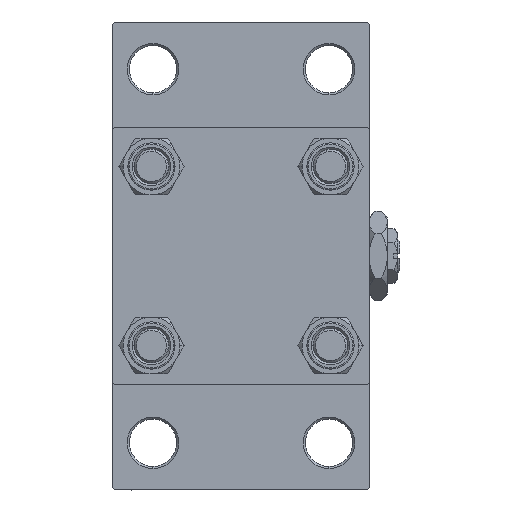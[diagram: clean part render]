
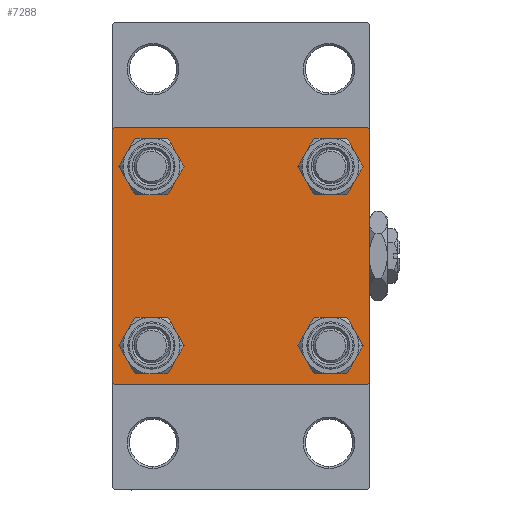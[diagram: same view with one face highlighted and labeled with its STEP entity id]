
A CAD part, left-side view. The second image highlights one B-rep face of the part: STEP entity #7288.
In plain terms, the highlighted planar face has unit normal (-1, 0, 0).
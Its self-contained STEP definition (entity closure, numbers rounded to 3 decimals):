
#25 = LINE ( 'NONE', #15127, #30623 ) ;
#188 = ORIENTED_EDGE ( 'NONE', *, *, #28623, .T. ) ;
#560 = ORIENTED_EDGE ( 'NONE', *, *, #27047, .T. ) ;
#1160 = EDGE_CURVE ( 'NONE', #11223, #27749, #5244, .T. ) ;
#1188 = DIRECTION ( 'NONE',  ( 0., 0., 1. ) ) ;
#1198 = DIRECTION ( 'NONE',  ( 0., 0., 1. ) ) ;
#1454 = AXIS2_PLACEMENT_3D ( 'NONE', #28342, #43941, #8983 ) ;
#1986 = CIRCLE ( 'NONE', #42963, 4.5 ) ;
#2251 = CARTESIAN_POINT ( 'NONE',  ( 0., -20.85, 16.35 ) ) ;
#2856 = EDGE_CURVE ( 'NONE', #7716, #42501, #26021, .T. ) ;
#3258 = ORIENTED_EDGE ( 'NONE', *, *, #13114, .T. ) ;
#3384 = ORIENTED_EDGE ( 'NONE', *, *, #40426, .T. ) ;
#3442 = AXIS2_PLACEMENT_3D ( 'NONE', #10809, #26153, #18357 ) ;
#4444 = CARTESIAN_POINT ( 'NONE',  ( 0., 20.85, -16.35 ) ) ;
#4987 = ORIENTED_EDGE ( 'NONE', *, *, #35890, .T. ) ;
#5084 = LINE ( 'NONE', #24441, #32124 ) ;
#5139 = ORIENTED_EDGE ( 'NONE', *, *, #16949, .T. ) ;
#5244 = LINE ( 'NONE', #13287, #46958 ) ;
#5452 = DIRECTION ( 'NONE',  ( 1., 0., 0. ) ) ;
#5476 = AXIS2_PLACEMENT_3D ( 'NONE', #28097, #5452, #1188 ) ;
#5840 = CARTESIAN_POINT ( 'NONE',  ( 0., 30., 30. ) ) ;
#6256 = DIRECTION ( 'NONE',  ( 0., 0., 1. ) ) ;
#6380 = ORIENTED_EDGE ( 'NONE', *, *, #26978, .T. ) ;
#6559 = CARTESIAN_POINT ( 'NONE',  ( 0., 29.75, -29.75 ) ) ;
#7078 = VERTEX_POINT ( 'NONE', #22854 ) ;
#7288 = ADVANCED_FACE ( 'NONE', ( #45131, #14202, #34065, #29538, #10672 ), #26509, .T. ) ;
#7461 = ORIENTED_EDGE ( 'NONE', *, *, #33936, .T. ) ;
#7716 = VERTEX_POINT ( 'NONE', #40000 ) ;
#8074 = CARTESIAN_POINT ( 'NONE',  ( 0., -20.85, -25.35 ) ) ;
#8357 = VERTEX_POINT ( 'NONE', #4444 ) ;
#8531 = VERTEX_POINT ( 'NONE', #13465 ) ;
#8854 = DIRECTION ( 'NONE',  ( 0., -1., 0. ) ) ;
#8916 = DIRECTION ( 'NONE',  ( 0., -0.707, 0.707 ) ) ;
#8983 = DIRECTION ( 'NONE',  ( 0., 0., 1. ) ) ;
#9170 = VECTOR ( 'NONE', #44793, 1000. ) ;
#9864 = DIRECTION ( 'NONE',  ( 0., -1., 0. ) ) ;
#10299 = LINE ( 'NONE', #12643, #20942 ) ;
#10672 = FACE_OUTER_BOUND ( 'NONE', #22056, .T. ) ;
#10705 = CARTESIAN_POINT ( 'NONE',  ( 0., -29.5, -30. ) ) ;
#10763 = AXIS2_PLACEMENT_3D ( 'NONE', #41318, #40818, #41062 ) ;
#10809 = CARTESIAN_POINT ( 'NONE',  ( 0., 20.85, 20.85 ) ) ;
#11223 = VERTEX_POINT ( 'NONE', #47599 ) ;
#11587 = CARTESIAN_POINT ( 'NONE',  ( 0., 29.5, -30. ) ) ;
#12091 = CARTESIAN_POINT ( 'NONE',  ( 0., 30., -29.5 ) ) ;
#12258 = CIRCLE ( 'NONE', #3442, 4.5 ) ;
#12643 = CARTESIAN_POINT ( 'NONE',  ( 0., -29.75, 29.75 ) ) ;
#12866 = VERTEX_POINT ( 'NONE', #11587 ) ;
#12905 = LINE ( 'NONE', #5840, #24677 ) ;
#13114 = EDGE_CURVE ( 'NONE', #20653, #23075, #41629, .T. ) ;
#13178 = EDGE_CURVE ( 'NONE', #42501, #7716, #49680, .T. ) ;
#13287 = CARTESIAN_POINT ( 'NONE',  ( 0., 30., 30. ) ) ;
#13465 = CARTESIAN_POINT ( 'NONE',  ( 0., 20.85, 25.35 ) ) ;
#13688 = EDGE_CURVE ( 'NONE', #12866, #19900, #5084, .T. ) ;
#14202 = FACE_BOUND ( 'NONE', #47062, .T. ) ;
#14352 = ORIENTED_EDGE ( 'NONE', *, *, #21349, .F. ) ;
#14442 = ORIENTED_EDGE ( 'NONE', *, *, #13688, .T. ) ;
#14507 = ORIENTED_EDGE ( 'NONE', *, *, #13178, .T. ) ;
#14698 = EDGE_CURVE ( 'NONE', #39572, #42126, #25, .T. ) ;
#15037 = CARTESIAN_POINT ( 'NONE',  ( 0., -29.5, 30. ) ) ;
#15127 = CARTESIAN_POINT ( 'NONE',  ( 0., -30., 30. ) ) ;
#16109 = AXIS2_PLACEMENT_3D ( 'NONE', #44244, #36443, #24373 ) ;
#16154 = VERTEX_POINT ( 'NONE', #26305 ) ;
#16841 = DIRECTION ( 'NONE',  ( 0., 0.707, -0.707 ) ) ;
#16949 = EDGE_CURVE ( 'NONE', #16154, #8531, #40711, .T. ) ;
#17628 = ORIENTED_EDGE ( 'NONE', *, *, #2856, .T. ) ;
#17905 = AXIS2_PLACEMENT_3D ( 'NONE', #18431, #25727, #26473 ) ;
#18008 = CARTESIAN_POINT ( 'NONE',  ( 0., 29.5, 30. ) ) ;
#18024 = ORIENTED_EDGE ( 'NONE', *, *, #1160, .T. ) ;
#18357 = DIRECTION ( 'NONE',  ( 0., 0., 1. ) ) ;
#18431 = CARTESIAN_POINT ( 'NONE',  ( 0., 20.85, -20.85 ) ) ;
#18469 = DIRECTION ( 'NONE',  ( -1., 0., 0. ) ) ;
#18482 = VECTOR ( 'NONE', #16841, 1000. ) ;
#19900 = VERTEX_POINT ( 'NONE', #10705 ) ;
#19921 = VERTEX_POINT ( 'NONE', #18008 ) ;
#20308 = CARTESIAN_POINT ( 'NONE',  ( 0., 20.85, 20.85 ) ) ;
#20653 = VERTEX_POINT ( 'NONE', #8074 ) ;
#20925 = VECTOR ( 'NONE', #8916, 1000. ) ;
#20942 = VECTOR ( 'NONE', #29409, 1000. ) ;
#21088 = CARTESIAN_POINT ( 'NONE',  ( 0., 29.75, 29.75 ) ) ;
#21157 = ORIENTED_EDGE ( 'NONE', *, *, #41633, .T. ) ;
#21349 = EDGE_CURVE ( 'NONE', #19921, #25307, #12905, .T. ) ;
#21557 = DIRECTION ( 'NONE',  ( 0., 0., -1. ) ) ;
#21566 = CARTESIAN_POINT ( 'NONE',  ( 0., -20.85, -16.35 ) ) ;
#22056 = EDGE_LOOP ( 'NONE', ( #18024, #3384, #14442, #47025, #22963, #188, #14352, #6380 ) ) ;
#22531 = CIRCLE ( 'NONE', #16109, 4.5 ) ;
#22637 = EDGE_LOOP ( 'NONE', ( #17628, #14507 ) ) ;
#22854 = CARTESIAN_POINT ( 'NONE',  ( 0., 20.85, -25.35 ) ) ;
#22963 = ORIENTED_EDGE ( 'NONE', *, *, #14698, .F. ) ;
#23075 = VERTEX_POINT ( 'NONE', #21566 ) ;
#23824 = DIRECTION ( 'NONE',  ( 1., 0., 0. ) ) ;
#24373 = DIRECTION ( 'NONE',  ( 0., 0., 1. ) ) ;
#24441 = CARTESIAN_POINT ( 'NONE',  ( 0., 30., -30. ) ) ;
#24677 = VECTOR ( 'NONE', #9864, 1000. ) ;
#24683 = CARTESIAN_POINT ( 'NONE',  ( 0., -30., -29.5 ) ) ;
#25307 = VERTEX_POINT ( 'NONE', #15037 ) ;
#25727 = DIRECTION ( 'NONE',  ( 1., 0., 0. ) ) ;
#26021 = CIRCLE ( 'NONE', #10763, 4.5 ) ;
#26153 = DIRECTION ( 'NONE',  ( 1., 0., 0. ) ) ;
#26305 = CARTESIAN_POINT ( 'NONE',  ( 0., 20.85, 16.35 ) ) ;
#26473 = DIRECTION ( 'NONE',  ( 0., 0., 1. ) ) ;
#26509 = PLANE ( 'NONE',  #35786 ) ;
#26978 = EDGE_CURVE ( 'NONE', #19921, #11223, #47770, .T. ) ;
#27047 = EDGE_CURVE ( 'NONE', #8357, #7078, #22531, .T. ) ;
#27749 = VERTEX_POINT ( 'NONE', #12091 ) ;
#27790 = LINE ( 'NONE', #32046, #20925 ) ;
#28097 = CARTESIAN_POINT ( 'NONE',  ( 0., -20.85, -20.85 ) ) ;
#28342 = CARTESIAN_POINT ( 'NONE',  ( 0., -20.85, 20.85 ) ) ;
#28623 = EDGE_CURVE ( 'NONE', #39572, #25307, #10299, .T. ) ;
#29409 = DIRECTION ( 'NONE',  ( 0., 0.707, 0.707 ) ) ;
#29450 = LINE ( 'NONE', #6559, #9170 ) ;
#29538 = FACE_BOUND ( 'NONE', #30170, .T. ) ;
#29645 = DIRECTION ( 'NONE',  ( 1., 0., 0. ) ) ;
#30170 = EDGE_LOOP ( 'NONE', ( #4987, #5139 ) ) ;
#30455 = DIRECTION ( 'NONE',  ( 0., 0., -1. ) ) ;
#30623 = VECTOR ( 'NONE', #30455, 1000. ) ;
#31870 = AXIS2_PLACEMENT_3D ( 'NONE', #20308, #23824, #1198 ) ;
#32046 = CARTESIAN_POINT ( 'NONE',  ( 0., -29.75, -29.75 ) ) ;
#32124 = VECTOR ( 'NONE', #8854, 1000. ) ;
#33817 = DIRECTION ( 'NONE',  ( 0., 0., 1. ) ) ;
#33936 = EDGE_CURVE ( 'NONE', #7078, #8357, #41083, .T. ) ;
#34065 = FACE_BOUND ( 'NONE', #48508, .T. ) ;
#34104 = CARTESIAN_POINT ( 'NONE',  ( 0., -30., 29.5 ) ) ;
#35786 = AXIS2_PLACEMENT_3D ( 'NONE', #37581, #18469, #33817 ) ;
#35890 = EDGE_CURVE ( 'NONE', #8531, #16154, #12258, .T. ) ;
#36443 = DIRECTION ( 'NONE',  ( 1., 0., 0. ) ) ;
#37581 = CARTESIAN_POINT ( 'NONE',  ( 0., 0., 0. ) ) ;
#39572 = VERTEX_POINT ( 'NONE', #34104 ) ;
#40000 = CARTESIAN_POINT ( 'NONE',  ( 0., -20.85, 25.35 ) ) ;
#40426 = EDGE_CURVE ( 'NONE', #27749, #12866, #29450, .T. ) ;
#40711 = CIRCLE ( 'NONE', #31870, 4.5 ) ;
#40720 = CARTESIAN_POINT ( 'NONE',  ( 0., -20.85, -20.85 ) ) ;
#40818 = DIRECTION ( 'NONE',  ( 1., 0., 0. ) ) ;
#41062 = DIRECTION ( 'NONE',  ( 0., 0., 1. ) ) ;
#41083 = CIRCLE ( 'NONE', #17905, 4.5 ) ;
#41318 = CARTESIAN_POINT ( 'NONE',  ( 0., -20.85, 20.85 ) ) ;
#41629 = CIRCLE ( 'NONE', #5476, 4.5 ) ;
#41633 = EDGE_CURVE ( 'NONE', #23075, #20653, #1986, .T. ) ;
#42126 = VERTEX_POINT ( 'NONE', #24683 ) ;
#42501 = VERTEX_POINT ( 'NONE', #2251 ) ;
#42963 = AXIS2_PLACEMENT_3D ( 'NONE', #40720, #29645, #6256 ) ;
#43702 = EDGE_CURVE ( 'NONE', #19900, #42126, #27790, .T. ) ;
#43941 = DIRECTION ( 'NONE',  ( 1., 0., 0. ) ) ;
#44244 = CARTESIAN_POINT ( 'NONE',  ( 0., 20.85, -20.85 ) ) ;
#44793 = DIRECTION ( 'NONE',  ( 0., -0.707, -0.707 ) ) ;
#45131 = FACE_BOUND ( 'NONE', #22637, .T. ) ;
#46958 = VECTOR ( 'NONE', #21557, 1000. ) ;
#47025 = ORIENTED_EDGE ( 'NONE', *, *, #43702, .T. ) ;
#47062 = EDGE_LOOP ( 'NONE', ( #21157, #3258 ) ) ;
#47599 = CARTESIAN_POINT ( 'NONE',  ( 0., 30., 29.5 ) ) ;
#47770 = LINE ( 'NONE', #21088, #18482 ) ;
#48508 = EDGE_LOOP ( 'NONE', ( #560, #7461 ) ) ;
#49680 = CIRCLE ( 'NONE', #1454, 4.5 ) ;
